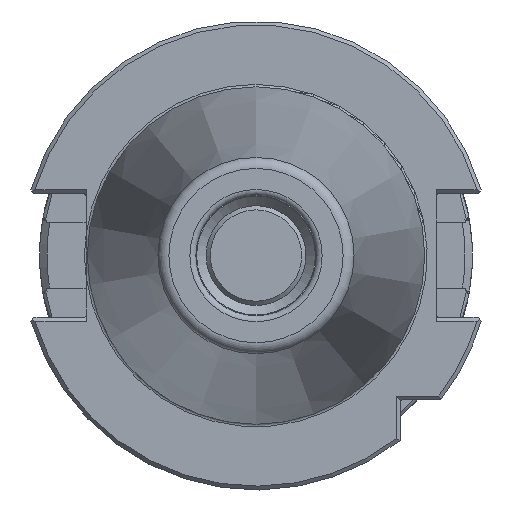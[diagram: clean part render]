
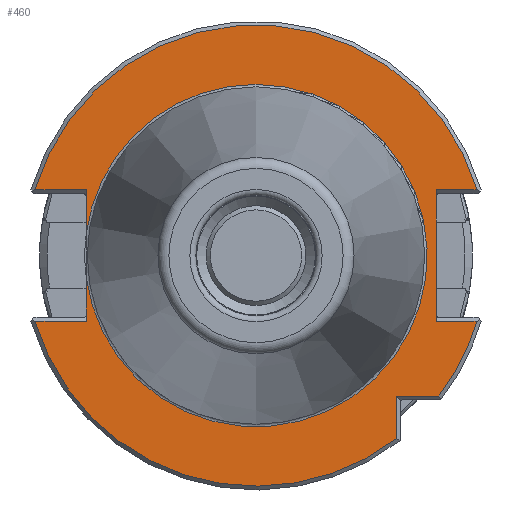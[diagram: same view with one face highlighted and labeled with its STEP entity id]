
A CAD part, left-side view. The second image highlights one B-rep face of the part: STEP entity #460.
In plain terms, the highlighted planar face has unit normal (-1, 0, 0).
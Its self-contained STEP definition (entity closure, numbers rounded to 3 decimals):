
#460 = ADVANCED_FACE( '', ( #1071 ), #1072, .T. );
#1071 = FACE_OUTER_BOUND( '', #2075, .T. );
#1072 = PLANE( '', #2076 );
#2075 = EDGE_LOOP( '', ( #3403, #3404, #3405, #3406, #3407, #3408, #3409, #3410, #3411, #3412, #3413, #3414, #3415 ) );
#2076 = AXIS2_PLACEMENT_3D( '', #3416, #3417, #3418 );
#3403 = ORIENTED_EDGE( '', *, *, #5132, .T. );
#3404 = ORIENTED_EDGE( '', *, *, #4723, .T. );
#3405 = ORIENTED_EDGE( '', *, *, #5133, .F. );
#3406 = ORIENTED_EDGE( '', *, *, #5134, .T. );
#3407 = ORIENTED_EDGE( '', *, *, #5135, .T. );
#3408 = ORIENTED_EDGE( '', *, *, #5096, .T. );
#3409 = ORIENTED_EDGE( '', *, *, #4835, .F. );
#3410 = ORIENTED_EDGE( '', *, *, #5136, .F. );
#3411 = ORIENTED_EDGE( '', *, *, #4833, .F. );
#3412 = ORIENTED_EDGE( '', *, *, #5137, .T. );
#3413 = ORIENTED_EDGE( '', *, *, #5138, .T. );
#3414 = ORIENTED_EDGE( '', *, *, #5139, .T. );
#3415 = ORIENTED_EDGE( '', *, *, #4909, .T. );
#3416 = CARTESIAN_POINT( '', ( 3.2, 0., 35.591 ) );
#3417 = DIRECTION( '', ( -1., 0., 0. ) );
#3418 = DIRECTION( '', ( 0., 0., 1. ) );
#4723 = EDGE_CURVE( '', #5536, #5544, #5546, .T. );
#4833 = EDGE_CURVE( '', #5739, #5741, #5742, .T. );
#4835 = EDGE_CURVE( '', #5743, #5722, #5745, .T. );
#4909 = EDGE_CURVE( '', #5866, #5864, #5867, .T. );
#5096 = EDGE_CURVE( '', #6147, #5722, #6154, .T. );
#5132 = EDGE_CURVE( '', #5864, #5536, #6202, .T. );
#5133 = EDGE_CURVE( '', #6203, #5544, #6204, .T. );
#5134 = EDGE_CURVE( '', #6203, #6205, #6206, .T. );
#5135 = EDGE_CURVE( '', #6205, #6147, #6207, .T. );
#5136 = EDGE_CURVE( '', #5741, #5743, #6208, .T. );
#5137 = EDGE_CURVE( '', #5739, #6209, #6210, .T. );
#5138 = EDGE_CURVE( '', #6209, #6211, #6212, .T. );
#5139 = EDGE_CURVE( '', #6211, #5866, #6213, .T. );
#5536 = VERTEX_POINT( '', #6718 );
#5544 = VERTEX_POINT( '', #6731 );
#5546 = LINE( '', #6734, #6735 );
#5722 = VERTEX_POINT( '', #7080 );
#5739 = VERTEX_POINT( '', #7105 );
#5741 = VERTEX_POINT( '', #7108 );
#5742 = LINE( '', #7109, #7110 );
#5743 = VERTEX_POINT( '', #7111 );
#5745 = LINE( '', #7114, #7115 );
#5864 = VERTEX_POINT( '', #7330 );
#5866 = VERTEX_POINT( '', #7335 );
#5867 = LINE( '', #7336, #7337 );
#6147 = VERTEX_POINT( '', #7916 );
#6154 = LINE( '', #7928, #7929 );
#6202 = CIRCLE( '', #8016, 47.95 );
#6203 = VERTEX_POINT( '', #8017 );
#6204 = LINE( '', #8018, #8019 );
#6205 = VERTEX_POINT( '', #8020 );
#6206 = LINE( '', #8021, #8022 );
#6207 = CIRCLE( '', #8023, 47.95 );
#6208 = CIRCLE( '', #8024, 35.591 );
#6209 = VERTEX_POINT( '', #8025 );
#6210 = LINE( '', #8026, #8027 );
#6211 = VERTEX_POINT( '', #8028 );
#6212 = CIRCLE( '', #8029, 47.95 );
#6213 = LINE( '', #8030, #8031 );
#6718 = CARTESIAN_POINT( '', ( 3.2, -45.966, -13.65 ) );
#6731 = CARTESIAN_POINT( '', ( 3.2, -37.5, -13.65 ) );
#6734 = CARTESIAN_POINT( '', ( 3.2, -37.5, -13.65 ) );
#6735 = VECTOR( '', #8954, 1000. );
#7080 = CARTESIAN_POINT( '', ( 3.2, 35.3, 13.65 ) );
#7105 = CARTESIAN_POINT( '', ( 3.2, 35.3, -13.65 ) );
#7108 = CARTESIAN_POINT( '', ( 3.2, 35.3, -4.543 ) );
#7109 = CARTESIAN_POINT( '', ( 3.2, 35.3, -12.85 ) );
#7110 = VECTOR( '', #9075, 1000. );
#7111 = CARTESIAN_POINT( '', ( 3.2, 35.3, 4.543 ) );
#7114 = CARTESIAN_POINT( '', ( 3.2, 35.3, -12.85 ) );
#7115 = VECTOR( '', #9077, 1000. );
#7330 = CARTESIAN_POINT( '', ( 3.2, -38.034, -29.2 ) );
#7335 = CARTESIAN_POINT( '', ( 3.2, -29.2, -29.2 ) );
#7336 = CARTESIAN_POINT( '', ( 3.2, -38.616, -29.2 ) );
#7337 = VECTOR( '', #9144, 1000. );
#7916 = CARTESIAN_POINT( '', ( 3.2, 45.966, 13.65 ) );
#7928 = CARTESIAN_POINT( '', ( 3.2, 35.3, 13.65 ) );
#7929 = VECTOR( '', #9336, 1000. );
#8016 = AXIS2_PLACEMENT_3D( '', #9363, #9364, #9365 );
#8017 = CARTESIAN_POINT( '', ( 3.2, -37.5, 13.65 ) );
#8018 = CARTESIAN_POINT( '', ( 3.2, -37.5, 12.85 ) );
#8019 = VECTOR( '', #9366, 1000. );
#8020 = CARTESIAN_POINT( '', ( 3.2, -45.966, 13.65 ) );
#8021 = CARTESIAN_POINT( '', ( 3.2, -47.181, 13.65 ) );
#8022 = VECTOR( '', #9367, 1000. );
#8023 = AXIS2_PLACEMENT_3D( '', #9368, #9369, #9370 );
#8024 = AXIS2_PLACEMENT_3D( '', #9371, #9372, #9373 );
#8025 = CARTESIAN_POINT( '', ( 3.2, 45.966, -13.65 ) );
#8026 = CARTESIAN_POINT( '', ( 3.2, 47.181, -13.65 ) );
#8027 = VECTOR( '', #9374, 1000. );
#8028 = CARTESIAN_POINT( '', ( 3.2, -29.2, -38.034 ) );
#8029 = AXIS2_PLACEMENT_3D( '', #9375, #9376, #9377 );
#8030 = CARTESIAN_POINT( '', ( 3.2, -29.2, -30. ) );
#8031 = VECTOR( '', #9378, 1000. );
#8954 = DIRECTION( '', ( 0., 1., 0. ) );
#9075 = DIRECTION( '', ( 0., 0., 1. ) );
#9077 = DIRECTION( '', ( 0., 0., 1. ) );
#9144 = DIRECTION( '', ( 0., -1., 0. ) );
#9336 = DIRECTION( '', ( 0., -1., 0. ) );
#9363 = CARTESIAN_POINT( '', ( 3.2, 0., 0. ) );
#9364 = DIRECTION( '', ( -1., 0., 0. ) );
#9365 = DIRECTION( '', ( 0., 0., 1. ) );
#9366 = DIRECTION( '', ( 0., 0., -1. ) );
#9367 = DIRECTION( '', ( 0., -1., 0. ) );
#9368 = CARTESIAN_POINT( '', ( 3.2, 0., 0. ) );
#9369 = DIRECTION( '', ( -1., 0., 0. ) );
#9370 = DIRECTION( '', ( 0., 0., 1. ) );
#9371 = CARTESIAN_POINT( '', ( 3.2, 0., 0. ) );
#9372 = DIRECTION( '', ( -1., 0., 0. ) );
#9373 = DIRECTION( '', ( 0., 0., 1. ) );
#9374 = DIRECTION( '', ( 0., 1., 0. ) );
#9375 = CARTESIAN_POINT( '', ( 3.2, 0., 0. ) );
#9376 = DIRECTION( '', ( -1., 0., 0. ) );
#9377 = DIRECTION( '', ( 0., 0., 1. ) );
#9378 = DIRECTION( '', ( 0., 0., 1. ) );
